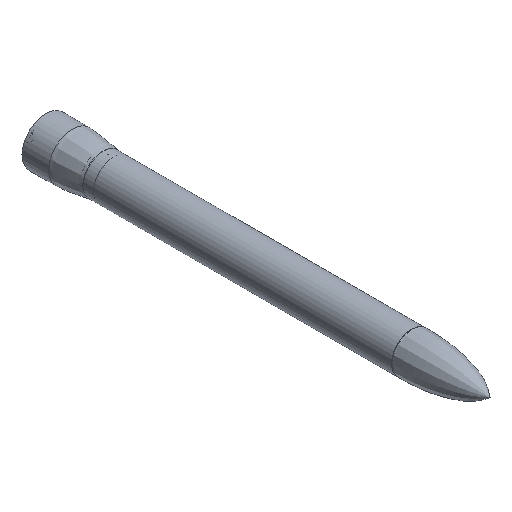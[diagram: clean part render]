
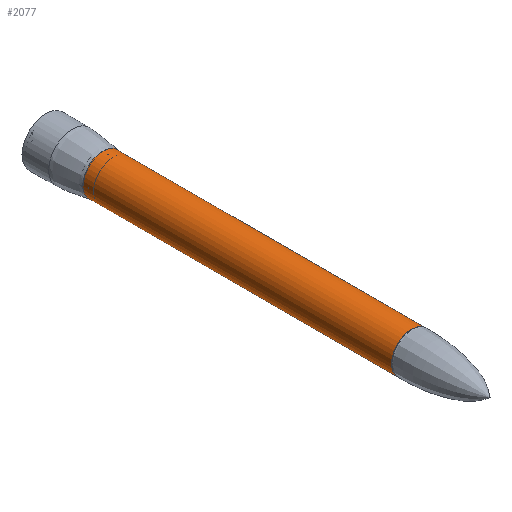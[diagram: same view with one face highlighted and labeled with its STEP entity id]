
A CAD part, isometric view. The second image highlights one B-rep face of the part: STEP entity #2077.
In plain terms, the highlighted cylindrical face has radius 39.5 mm (diameter 79 mm), a full revolution.
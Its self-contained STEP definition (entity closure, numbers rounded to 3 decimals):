
#107=CIRCLE('',#2142,39.5);
#108=CIRCLE('',#2143,39.5);
#143=CIRCLE('',#2257,39.5);
#172=CYLINDRICAL_SURFACE('',#2256,39.5);
#270=FACE_OUTER_BOUND('',#395,.T.);
#395=EDGE_LOOP('',(#1851,#1852,#1853,#1854,#1855));
#607=LINE('',#4168,#806);
#806=VECTOR('',#2770,39.5);
#876=VERTEX_POINT('',#3498);
#877=VERTEX_POINT('',#3509);
#1010=VERTEX_POINT('',#4167);
#1090=EDGE_CURVE('',#877,#876,#107,.T.);
#1091=EDGE_CURVE('',#876,#877,#108,.T.);
#1301=EDGE_CURVE('',#877,#1010,#607,.T.);
#1302=EDGE_CURVE('',#1010,#1010,#143,.T.);
#1851=ORIENTED_EDGE('',*,*,#1091,.T.);
#1852=ORIENTED_EDGE('',*,*,#1301,.T.);
#1853=ORIENTED_EDGE('',*,*,#1302,.T.);
#1854=ORIENTED_EDGE('',*,*,#1301,.F.);
#1855=ORIENTED_EDGE('',*,*,#1090,.T.);
#2077=ADVANCED_FACE('',(#270),#172,.T.);
#2142=AXIS2_PLACEMENT_3D('',#3510,#2374,#2375);
#2143=AXIS2_PLACEMENT_3D('',#3511,#2376,#2377);
#2256=AXIS2_PLACEMENT_3D('',#4166,#2768,#2769);
#2257=AXIS2_PLACEMENT_3D('',#4169,#2771,#2772);
#2374=DIRECTION('center_axis',(0.,-1.,0.));
#2375=DIRECTION('ref_axis',(1.,0.,0.));
#2376=DIRECTION('center_axis',(0.,-1.,0.));
#2377=DIRECTION('ref_axis',(1.,0.,0.));
#2768=DIRECTION('center_axis',(0.,1.,0.));
#2769=DIRECTION('ref_axis',(1.,0.,0.));
#2770=DIRECTION('',(0.,-1.,0.));
#2771=DIRECTION('center_axis',(0.,1.,0.));
#2772=DIRECTION('ref_axis',(1.,0.,0.));
#3498=CARTESIAN_POINT('',(39.5,609.59,0.));
#3509=CARTESIAN_POINT('',(-39.5,609.59,0.));
#3510=CARTESIAN_POINT('Origin',(0.,609.59,0.));
#3511=CARTESIAN_POINT('Origin',(0.,609.59,0.));
#4166=CARTESIAN_POINT('Origin',(0.,0.,0.));
#4167=CARTESIAN_POINT('',(-39.5,0.,0.));
#4168=CARTESIAN_POINT('',(-39.5,0.,0.));
#4169=CARTESIAN_POINT('Origin',(0.,0.,0.));
